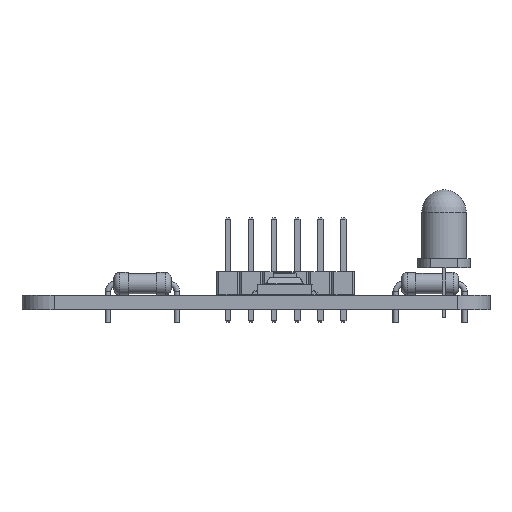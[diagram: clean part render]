
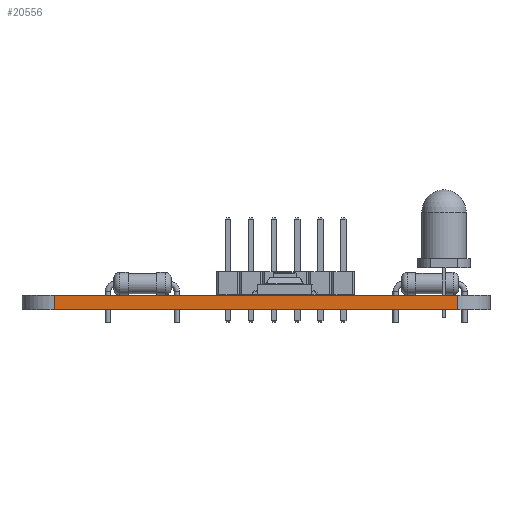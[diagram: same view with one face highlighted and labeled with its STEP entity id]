
A CAD part, left-side view. The second image highlights one B-rep face of the part: STEP entity #20556.
In plain terms, the highlighted planar face has unit normal (-1, 0, 0).
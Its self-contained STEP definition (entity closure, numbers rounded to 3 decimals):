
#20373 = CYLINDRICAL_SURFACE('',#20374,3.58);
#20374 = AXIS2_PLACEMENT_3D('',#20375,#20376,#20377);
#20375 = CARTESIAN_POINT('',(59.5,-56.85,0.));
#20376 = DIRECTION('',(-0.,-0.,-1.));
#20377 = DIRECTION('',(1.,0.,-0.));
#20398 = VERTEX_POINT('',#20399);
#20399 = CARTESIAN_POINT('',(55.92,-56.85,1.6));
#20414 = PLANE('',#20415);
#20415 = AXIS2_PLACEMENT_3D('',#20416,#20417,#20418);
#20416 = CARTESIAN_POINT('',(89.094,-79.085,1.6));
#20417 = DIRECTION('',(0.,0.,1.));
#20418 = DIRECTION('',(1.,0.,-0.));
#20426 = EDGE_CURVE('',#20427,#20398,#20429,.T.);
#20427 = VERTEX_POINT('',#20428);
#20428 = CARTESIAN_POINT('',(55.92,-56.85,0.));
#20429 = SURFACE_CURVE('',#20430,(#20434,#20441),.PCURVE_S1.);
#20430 = LINE('',#20431,#20432);
#20431 = CARTESIAN_POINT('',(55.92,-56.85,0.));
#20432 = VECTOR('',#20433,1.);
#20433 = DIRECTION('',(0.,0.,1.));
#20434 = PCURVE('',#20373,#20435);
#20435 = DEFINITIONAL_REPRESENTATION('',(#20436),#20440);
#20436 = LINE('',#20437,#20438);
#20437 = CARTESIAN_POINT('',(-3.142,0.));
#20438 = VECTOR('',#20439,1.);
#20439 = DIRECTION('',(-0.,-1.));
#20440 = ( GEOMETRIC_REPRESENTATION_CONTEXT(2) 
PARAMETRIC_REPRESENTATION_CONTEXT() REPRESENTATION_CONTEXT('2D SPACE',''
  ) );
#20441 = PCURVE('',#20442,#20447);
#20442 = PLANE('',#20443);
#20443 = AXIS2_PLACEMENT_3D('',#20444,#20445,#20446);
#20444 = CARTESIAN_POINT('',(55.92,-101.33,0.));
#20445 = DIRECTION('',(-1.,0.,0.));
#20446 = DIRECTION('',(0.,1.,0.));
#20447 = DEFINITIONAL_REPRESENTATION('',(#20448),#20452);
#20448 = LINE('',#20449,#20450);
#20449 = CARTESIAN_POINT('',(44.48,0.));
#20450 = VECTOR('',#20451,1.);
#20451 = DIRECTION('',(0.,-1.));
#20452 = ( GEOMETRIC_REPRESENTATION_CONTEXT(2) 
PARAMETRIC_REPRESENTATION_CONTEXT() REPRESENTATION_CONTEXT('2D SPACE',''
  ) );
#20469 = PLANE('',#20470);
#20470 = AXIS2_PLACEMENT_3D('',#20471,#20472,#20473);
#20471 = CARTESIAN_POINT('',(89.094,-79.085,0.));
#20472 = DIRECTION('',(0.,0.,1.));
#20473 = DIRECTION('',(1.,0.,-0.));
#20556 = ADVANCED_FACE('',(#20557),#20442,.T.);
#20557 = FACE_BOUND('',#20558,.T.);
#20558 = EDGE_LOOP('',(#20559,#20589,#20610,#20611));
#20559 = ORIENTED_EDGE('',*,*,#20560,.T.);
#20560 = EDGE_CURVE('',#20561,#20563,#20565,.T.);
#20561 = VERTEX_POINT('',#20562);
#20562 = CARTESIAN_POINT('',(55.92,-101.33,0.));
#20563 = VERTEX_POINT('',#20564);
#20564 = CARTESIAN_POINT('',(55.92,-101.33,1.6));
#20565 = SURFACE_CURVE('',#20566,(#20570,#20577),.PCURVE_S1.);
#20566 = LINE('',#20567,#20568);
#20567 = CARTESIAN_POINT('',(55.92,-101.33,0.));
#20568 = VECTOR('',#20569,1.);
#20569 = DIRECTION('',(0.,0.,1.));
#20570 = PCURVE('',#20442,#20571);
#20571 = DEFINITIONAL_REPRESENTATION('',(#20572),#20576);
#20572 = LINE('',#20573,#20574);
#20573 = CARTESIAN_POINT('',(0.,0.));
#20574 = VECTOR('',#20575,1.);
#20575 = DIRECTION('',(0.,-1.));
#20576 = ( GEOMETRIC_REPRESENTATION_CONTEXT(2) 
PARAMETRIC_REPRESENTATION_CONTEXT() REPRESENTATION_CONTEXT('2D SPACE',''
  ) );
#20577 = PCURVE('',#20578,#20583);
#20578 = CYLINDRICAL_SURFACE('',#20579,3.58);
#20579 = AXIS2_PLACEMENT_3D('',#20580,#20581,#20582);
#20580 = CARTESIAN_POINT('',(59.5,-101.32,0.));
#20581 = DIRECTION('',(-0.,-0.,-1.));
#20582 = DIRECTION('',(1.,0.,-0.));
#20583 = DEFINITIONAL_REPRESENTATION('',(#20584),#20588);
#20584 = LINE('',#20585,#20586);
#20585 = CARTESIAN_POINT('',(-3.144,0.));
#20586 = VECTOR('',#20587,1.);
#20587 = DIRECTION('',(-0.,-1.));
#20588 = ( GEOMETRIC_REPRESENTATION_CONTEXT(2) 
PARAMETRIC_REPRESENTATION_CONTEXT() REPRESENTATION_CONTEXT('2D SPACE',''
  ) );
#20589 = ORIENTED_EDGE('',*,*,#20590,.T.);
#20590 = EDGE_CURVE('',#20563,#20398,#20591,.T.);
#20591 = SURFACE_CURVE('',#20592,(#20596,#20603),.PCURVE_S1.);
#20592 = LINE('',#20593,#20594);
#20593 = CARTESIAN_POINT('',(55.92,-101.33,1.6));
#20594 = VECTOR('',#20595,1.);
#20595 = DIRECTION('',(0.,1.,0.));
#20596 = PCURVE('',#20442,#20597);
#20597 = DEFINITIONAL_REPRESENTATION('',(#20598),#20602);
#20598 = LINE('',#20599,#20600);
#20599 = CARTESIAN_POINT('',(0.,-1.6));
#20600 = VECTOR('',#20601,1.);
#20601 = DIRECTION('',(1.,0.));
#20602 = ( GEOMETRIC_REPRESENTATION_CONTEXT(2) 
PARAMETRIC_REPRESENTATION_CONTEXT() REPRESENTATION_CONTEXT('2D SPACE',''
  ) );
#20603 = PCURVE('',#20414,#20604);
#20604 = DEFINITIONAL_REPRESENTATION('',(#20605),#20609);
#20605 = LINE('',#20606,#20607);
#20606 = CARTESIAN_POINT('',(-33.174,-22.245));
#20607 = VECTOR('',#20608,1.);
#20608 = DIRECTION('',(0.,1.));
#20609 = ( GEOMETRIC_REPRESENTATION_CONTEXT(2) 
PARAMETRIC_REPRESENTATION_CONTEXT() REPRESENTATION_CONTEXT('2D SPACE',''
  ) );
#20610 = ORIENTED_EDGE('',*,*,#20426,.F.);
#20611 = ORIENTED_EDGE('',*,*,#20612,.F.);
#20612 = EDGE_CURVE('',#20561,#20427,#20613,.T.);
#20613 = SURFACE_CURVE('',#20614,(#20618,#20625),.PCURVE_S1.);
#20614 = LINE('',#20615,#20616);
#20615 = CARTESIAN_POINT('',(55.92,-101.33,0.));
#20616 = VECTOR('',#20617,1.);
#20617 = DIRECTION('',(0.,1.,0.));
#20618 = PCURVE('',#20442,#20619);
#20619 = DEFINITIONAL_REPRESENTATION('',(#20620),#20624);
#20620 = LINE('',#20621,#20622);
#20621 = CARTESIAN_POINT('',(0.,0.));
#20622 = VECTOR('',#20623,1.);
#20623 = DIRECTION('',(1.,0.));
#20624 = ( GEOMETRIC_REPRESENTATION_CONTEXT(2) 
PARAMETRIC_REPRESENTATION_CONTEXT() REPRESENTATION_CONTEXT('2D SPACE',''
  ) );
#20625 = PCURVE('',#20469,#20626);
#20626 = DEFINITIONAL_REPRESENTATION('',(#20627),#20631);
#20627 = LINE('',#20628,#20629);
#20628 = CARTESIAN_POINT('',(-33.174,-22.245));
#20629 = VECTOR('',#20630,1.);
#20630 = DIRECTION('',(0.,1.));
#20631 = ( GEOMETRIC_REPRESENTATION_CONTEXT(2) 
PARAMETRIC_REPRESENTATION_CONTEXT() REPRESENTATION_CONTEXT('2D SPACE',''
  ) );
